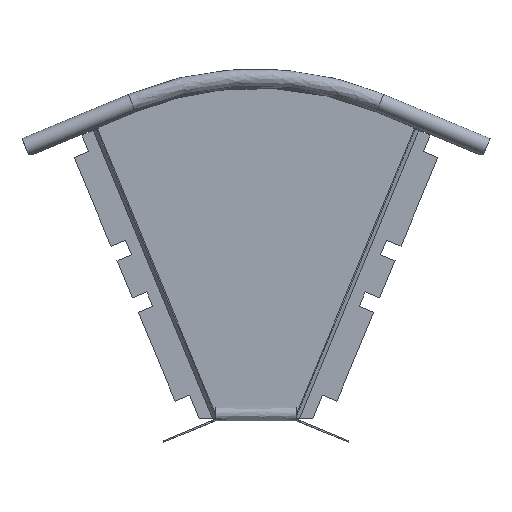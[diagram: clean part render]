
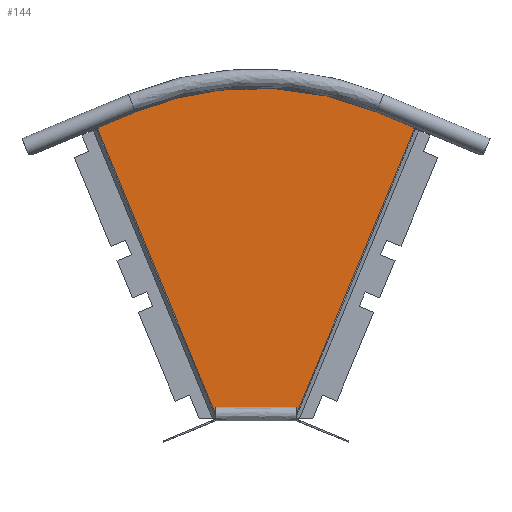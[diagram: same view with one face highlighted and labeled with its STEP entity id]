
A CAD part, top view. The second image highlights one B-rep face of the part: STEP entity #144.
In plain terms, the highlighted planar face has unit normal (0, 0, 1).
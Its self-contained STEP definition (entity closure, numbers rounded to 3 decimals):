
#144=ADVANCED_FACE('',(#299),#2351,.T.);
#299=FACE_OUTER_BOUND('',#454,.T.);
#454=EDGE_LOOP('',(#1086,#1087,#1088,#1089,#1090,#1091,#1092,#1093,#1094,
#1095,#1096));
#1086=ORIENTED_EDGE('',*,*,#1461,.T.);
#1087=ORIENTED_EDGE('',*,*,#1466,.T.);
#1088=ORIENTED_EDGE('',*,*,#1530,.T.);
#1089=ORIENTED_EDGE('',*,*,#1621,.T.);
#1090=ORIENTED_EDGE('',*,*,#1534,.F.);
#1091=ORIENTED_EDGE('',*,*,#1604,.T.);
#1092=ORIENTED_EDGE('',*,*,#1606,.T.);
#1093=ORIENTED_EDGE('',*,*,#1609,.F.);
#1094=ORIENTED_EDGE('',*,*,#1544,.F.);
#1095=ORIENTED_EDGE('',*,*,#1545,.F.);
#1096=ORIENTED_EDGE('',*,*,#1623,.F.);
#1461=EDGE_CURVE('',#2146,#2145,#1874,.T.);
#1466=EDGE_CURVE('',#2145,#2148,#1879,.T.);
#1530=EDGE_CURVE('',#2148,#2150,#1676,.T.);
#1534=EDGE_CURVE('',#2192,#2190,#1679,.T.);
#1544=EDGE_CURVE('',#2239,#2238,#1688,.T.);
#1545=EDGE_CURVE('',#2241,#2239,#1689,.T.);
#1604=EDGE_CURVE('',#2192,#2208,#1990,.T.);
#1606=EDGE_CURVE('',#2208,#2207,#1992,.T.);
#1609=EDGE_CURVE('',#2238,#2207,#1995,.T.);
#1621=EDGE_CURVE('',#2150,#2190,#2007,.T.);
#1623=EDGE_CURVE('',#2146,#2241,#2009,.T.);
#1676=(
BOUNDED_CURVE()
B_SPLINE_CURVE(1,(#4518,#4519),.UNSPECIFIED.,.F.,.F.)
B_SPLINE_CURVE_WITH_KNOTS((2,2),(21.477,134.136),
 .UNSPECIFIED.)
CURVE()
GEOMETRIC_REPRESENTATION_ITEM()
RATIONAL_B_SPLINE_CURVE((1.,1.))
REPRESENTATION_ITEM('')
);
#1679=(
BOUNDED_CURVE()
B_SPLINE_CURVE(1,(#4527,#4528),.UNSPECIFIED.,.F.,.F.)
B_SPLINE_CURVE_WITH_KNOTS((2,2),(21.477,134.136),
 .UNSPECIFIED.)
CURVE()
GEOMETRIC_REPRESENTATION_ITEM()
RATIONAL_B_SPLINE_CURVE((1.,1.))
REPRESENTATION_ITEM('')
);
#1688=(
BOUNDED_CURVE()
B_SPLINE_CURVE(2,(#4552,#4553,#4554),.UNSPECIFIED.,.F.,.F.)
B_SPLINE_CURVE_WITH_KNOTS((3,3),(-1083.457,-967.221),
 .UNSPECIFIED.)
CURVE()
GEOMETRIC_REPRESENTATION_ITEM()
RATIONAL_B_SPLINE_CURVE((1.,0.981,1.))
REPRESENTATION_ITEM('')
);
#1689=(
BOUNDED_CURVE()
B_SPLINE_CURVE(2,(#4555,#4556,#4557),.UNSPECIFIED.,.F.,.F.)
B_SPLINE_CURVE_WITH_KNOTS((3,3),(-1199.694,-1083.457),
 .UNSPECIFIED.)
CURVE()
GEOMETRIC_REPRESENTATION_ITEM()
RATIONAL_B_SPLINE_CURVE((1.,0.981,1.))
REPRESENTATION_ITEM('')
);
#1874=B_SPLINE_CURVE_WITH_KNOTS('',1,(#4362,#4363),.UNSPECIFIED.,.F.,.F.,
(2,2),(0.,15.),.UNSPECIFIED.);
#1879=B_SPLINE_CURVE_WITH_KNOTS('',1,(#4372,#4373),.UNSPECIFIED.,.F.,.F.,
(2,2),(0.,0.917),.UNSPECIFIED.);
#1990=B_SPLINE_CURVE_WITH_KNOTS('',1,(#4688,#4689),.UNSPECIFIED.,.F.,.F.,
(2,2),(-0.917,0.),.UNSPECIFIED.);
#1992=B_SPLINE_CURVE_WITH_KNOTS('',1,(#4692,#4693),.UNSPECIFIED.,.F.,.F.,
(2,2),(-15.,0.),.UNSPECIFIED.);
#1995=B_SPLINE_CURVE_WITH_KNOTS('',1,(#4698,#4699),.UNSPECIFIED.,.F.,.F.,
(2,2),(0.,36.3),.UNSPECIFIED.);
#2007=B_SPLINE_CURVE_WITH_KNOTS('',1,(#4722,#4723),.UNSPECIFIED.,.F.,.F.,
(2,2),(0.,69.042),.UNSPECIFIED.);
#2009=B_SPLINE_CURVE_WITH_KNOTS('',1,(#4726,#4727),.UNSPECIFIED.,.F.,.F.,
(2,2),(-36.3,0.),.UNSPECIFIED.);
#2145=VERTEX_POINT('',#4240);
#2146=VERTEX_POINT('',#4241);
#2148=VERTEX_POINT('',#4243);
#2150=VERTEX_POINT('',#4245);
#2190=VERTEX_POINT('',#4285);
#2192=VERTEX_POINT('',#4287);
#2207=VERTEX_POINT('',#4302);
#2208=VERTEX_POINT('',#4303);
#2238=VERTEX_POINT('',#4333);
#2239=VERTEX_POINT('',#4334);
#2241=VERTEX_POINT('',#4336);
#2351=PLANE('',#2657);
#2657=AXIS2_PLACEMENT_3D('',#4143,#2774,$);
#2774=DIRECTION('',(0.,0.,1.));
#4143=CARTESIAN_POINT('',(-149.745,-0.849,2.25));
#4240=CARTESIAN_POINT('',(-141.068,261.875,2.25));
#4241=CARTESIAN_POINT('',(-146.809,275.733,2.25));
#4243=CARTESIAN_POINT('',(-141.916,261.524,2.25));
#4245=CARTESIAN_POINT('',(-34.521,2.25,2.25));
#4285=CARTESIAN_POINT('',(34.521,2.25,2.25));
#4287=CARTESIAN_POINT('',(141.916,261.524,2.25));
#4302=CARTESIAN_POINT('',(146.809,275.733,2.25));
#4303=CARTESIAN_POINT('',(141.068,261.875,2.25));
#4333=CARTESIAN_POINT('',(113.272,289.624,2.25));
#4334=CARTESIAN_POINT('',(0.,312.156,2.25));
#4336=CARTESIAN_POINT('',(-113.272,289.624,2.25));
#4362=CARTESIAN_POINT('',(-146.809,275.733,2.25));
#4363=CARTESIAN_POINT('',(-141.068,261.875,2.25));
#4372=CARTESIAN_POINT('',(-141.068,261.875,2.25));
#4373=CARTESIAN_POINT('',(-141.916,261.524,2.25));
#4518=CARTESIAN_POINT('',(-141.916,261.524,2.25));
#4519=CARTESIAN_POINT('',(-34.521,2.25,2.25));
#4527=CARTESIAN_POINT('',(141.916,261.524,2.25));
#4528=CARTESIAN_POINT('',(34.521,2.25,2.25));
#4552=CARTESIAN_POINT('',(0.,312.156,2.25));
#4553=CARTESIAN_POINT('',(58.877,312.156,2.25));
#4554=CARTESIAN_POINT('',(113.272,289.624,2.25));
#4555=CARTESIAN_POINT('',(-113.272,289.624,2.25));
#4556=CARTESIAN_POINT('',(-58.877,312.156,2.25));
#4557=CARTESIAN_POINT('',(0.,312.156,2.25));
#4688=CARTESIAN_POINT('',(141.916,261.524,2.25));
#4689=CARTESIAN_POINT('',(141.068,261.875,2.25));
#4692=CARTESIAN_POINT('',(141.068,261.875,2.25));
#4693=CARTESIAN_POINT('',(146.809,275.733,2.25));
#4698=CARTESIAN_POINT('',(113.272,289.624,2.25));
#4699=CARTESIAN_POINT('',(146.809,275.733,2.25));
#4722=CARTESIAN_POINT('',(-34.521,2.25,2.25));
#4723=CARTESIAN_POINT('',(34.521,2.25,2.25));
#4726=CARTESIAN_POINT('',(-146.809,275.733,2.25));
#4727=CARTESIAN_POINT('',(-113.272,289.624,2.25));
